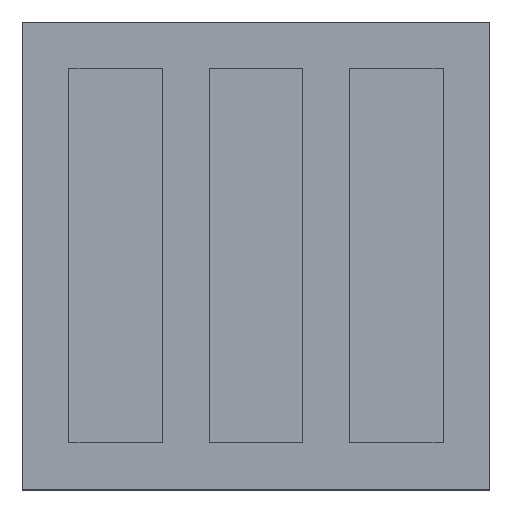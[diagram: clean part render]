
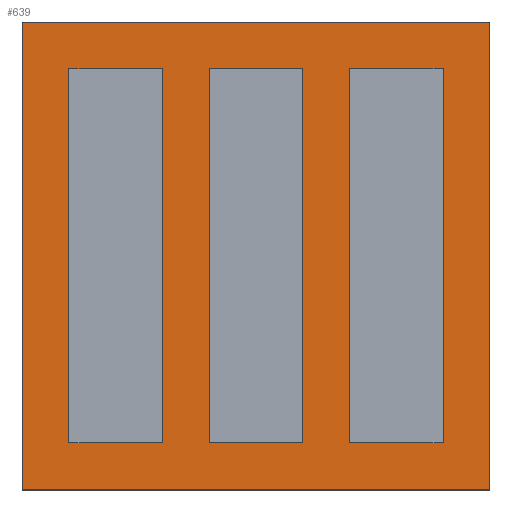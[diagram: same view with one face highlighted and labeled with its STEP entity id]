
A CAD part, top view. The second image highlights one B-rep face of the part: STEP entity #639.
In plain terms, the highlighted planar face has unit normal (0, 0, 1).
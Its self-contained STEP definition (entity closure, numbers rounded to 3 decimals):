
#21=FACE_BOUND('',#83,.T.);
#22=FACE_BOUND('',#84,.T.);
#23=FACE_BOUND('',#85,.T.);
#43=FACE_OUTER_BOUND('',#82,.T.);
#82=EDGE_LOOP('',(#489,#490,#491,#492));
#83=EDGE_LOOP('',(#493,#494,#495,#496));
#84=EDGE_LOOP('',(#497,#498,#499,#500));
#85=EDGE_LOOP('',(#501,#502,#503,#504));
#105=LINE('',#883,#189);
#109=LINE('',#891,#193);
#112=LINE('',#897,#196);
#115=LINE('',#902,#199);
#117=LINE('',#908,#201);
#121=LINE('',#916,#205);
#124=LINE('',#922,#208);
#127=LINE('',#927,#211);
#129=LINE('',#933,#213);
#133=LINE('',#941,#217);
#136=LINE('',#947,#220);
#139=LINE('',#952,#223);
#143=LINE('',#962,#227);
#146=LINE('',#968,#230);
#149=LINE('',#974,#233);
#152=LINE('',#978,#236);
#189=VECTOR('',#719,10.);
#193=VECTOR('',#725,10.);
#196=VECTOR('',#730,10.);
#199=VECTOR('',#735,10.);
#201=VECTOR('',#741,10.);
#205=VECTOR('',#747,10.);
#208=VECTOR('',#752,10.);
#211=VECTOR('',#757,10.);
#213=VECTOR('',#763,10.);
#217=VECTOR('',#769,10.);
#220=VECTOR('',#774,10.);
#223=VECTOR('',#779,10.);
#227=VECTOR('',#787,10.);
#230=VECTOR('',#792,10.);
#233=VECTOR('',#797,10.);
#236=VECTOR('',#802,10.);
#273=VERTEX_POINT('',#881);
#274=VERTEX_POINT('',#882);
#277=VERTEX_POINT('',#890);
#279=VERTEX_POINT('',#896);
#281=VERTEX_POINT('',#906);
#282=VERTEX_POINT('',#907);
#285=VERTEX_POINT('',#915);
#287=VERTEX_POINT('',#921);
#289=VERTEX_POINT('',#931);
#290=VERTEX_POINT('',#932);
#293=VERTEX_POINT('',#940);
#295=VERTEX_POINT('',#946);
#299=VERTEX_POINT('',#959);
#300=VERTEX_POINT('',#961);
#302=VERTEX_POINT('',#967);
#304=VERTEX_POINT('',#973);
#329=EDGE_CURVE('',#273,#274,#105,.T.);
#333=EDGE_CURVE('',#277,#273,#109,.T.);
#336=EDGE_CURVE('',#279,#277,#112,.T.);
#339=EDGE_CURVE('',#274,#279,#115,.T.);
#341=EDGE_CURVE('',#281,#282,#117,.T.);
#345=EDGE_CURVE('',#285,#281,#121,.T.);
#348=EDGE_CURVE('',#287,#285,#124,.T.);
#351=EDGE_CURVE('',#282,#287,#127,.T.);
#353=EDGE_CURVE('',#289,#290,#129,.T.);
#357=EDGE_CURVE('',#293,#289,#133,.T.);
#360=EDGE_CURVE('',#295,#293,#136,.T.);
#363=EDGE_CURVE('',#290,#295,#139,.T.);
#367=EDGE_CURVE('',#300,#299,#143,.T.);
#370=EDGE_CURVE('',#302,#300,#146,.T.);
#373=EDGE_CURVE('',#304,#302,#149,.T.);
#376=EDGE_CURVE('',#299,#304,#152,.T.);
#489=ORIENTED_EDGE('',*,*,#376,.T.);
#490=ORIENTED_EDGE('',*,*,#373,.T.);
#491=ORIENTED_EDGE('',*,*,#370,.T.);
#492=ORIENTED_EDGE('',*,*,#367,.T.);
#493=ORIENTED_EDGE('',*,*,#329,.T.);
#494=ORIENTED_EDGE('',*,*,#339,.T.);
#495=ORIENTED_EDGE('',*,*,#336,.T.);
#496=ORIENTED_EDGE('',*,*,#333,.T.);
#497=ORIENTED_EDGE('',*,*,#341,.T.);
#498=ORIENTED_EDGE('',*,*,#351,.T.);
#499=ORIENTED_EDGE('',*,*,#348,.T.);
#500=ORIENTED_EDGE('',*,*,#345,.T.);
#501=ORIENTED_EDGE('',*,*,#353,.T.);
#502=ORIENTED_EDGE('',*,*,#363,.T.);
#503=ORIENTED_EDGE('',*,*,#360,.T.);
#504=ORIENTED_EDGE('',*,*,#357,.T.);
#600=PLANE('',#695);
#639=ADVANCED_FACE('',(#43,#21,#22,#23),#600,.T.);
#695=AXIS2_PLACEMENT_3D('',#979,#803,#804);
#719=DIRECTION('',(-1.,0.,0.));
#725=DIRECTION('',(0.,-1.,0.));
#730=DIRECTION('',(1.,0.,0.));
#735=DIRECTION('',(0.,1.,0.));
#741=DIRECTION('',(-1.,0.,0.));
#747=DIRECTION('',(0.,-1.,0.));
#752=DIRECTION('',(1.,0.,0.));
#757=DIRECTION('',(0.,1.,0.));
#763=DIRECTION('',(-1.,0.,0.));
#769=DIRECTION('',(0.,-1.,0.));
#774=DIRECTION('',(1.,0.,0.));
#779=DIRECTION('',(0.,1.,0.));
#787=DIRECTION('',(-1.,0.,0.));
#792=DIRECTION('',(0.,1.,0.));
#797=DIRECTION('',(1.,0.,0.));
#802=DIRECTION('',(0.,-1.,0.));
#803=DIRECTION('center_axis',(0.,0.,1.));
#804=DIRECTION('ref_axis',(1.,0.,0.));
#881=CARTESIAN_POINT('',(0.6,0.2,0.9));
#882=CARTESIAN_POINT('',(0.2,0.2,0.9));
#883=CARTESIAN_POINT('',(0.8,0.2,0.9));
#890=CARTESIAN_POINT('',(0.6,1.8,0.9));
#891=CARTESIAN_POINT('',(0.6,1.4,0.9));
#896=CARTESIAN_POINT('',(0.2,1.8,0.9));
#897=CARTESIAN_POINT('',(0.6,1.8,0.9));
#902=CARTESIAN_POINT('',(0.2,0.6,0.9));
#906=CARTESIAN_POINT('',(1.2,0.2,0.9));
#907=CARTESIAN_POINT('',(0.8,0.2,0.9));
#908=CARTESIAN_POINT('',(1.1,0.2,0.9));
#915=CARTESIAN_POINT('',(1.2,1.8,0.9));
#916=CARTESIAN_POINT('',(1.2,1.4,0.9));
#921=CARTESIAN_POINT('',(0.8,1.8,0.9));
#922=CARTESIAN_POINT('',(0.9,1.8,0.9));
#927=CARTESIAN_POINT('',(0.8,0.6,0.9));
#931=CARTESIAN_POINT('',(1.8,0.2,0.9));
#932=CARTESIAN_POINT('',(1.4,0.2,0.9));
#933=CARTESIAN_POINT('',(1.4,0.2,0.9));
#940=CARTESIAN_POINT('',(1.8,1.8,0.9));
#941=CARTESIAN_POINT('',(1.8,1.4,0.9));
#946=CARTESIAN_POINT('',(1.4,1.8,0.9));
#947=CARTESIAN_POINT('',(1.2,1.8,0.9));
#952=CARTESIAN_POINT('',(1.4,0.6,0.9));
#959=CARTESIAN_POINT('',(0.,2.,0.9));
#961=CARTESIAN_POINT('',(2.,2.,0.9));
#962=CARTESIAN_POINT('',(2.,2.,0.9));
#967=CARTESIAN_POINT('',(2.,0.,0.9));
#968=CARTESIAN_POINT('',(2.,0.,0.9));
#973=CARTESIAN_POINT('',(0.,0.,0.9));
#974=CARTESIAN_POINT('',(0.,0.,0.9));
#978=CARTESIAN_POINT('',(0.,2.,0.9));
#979=CARTESIAN_POINT('Origin',(1.,1.,0.9));
